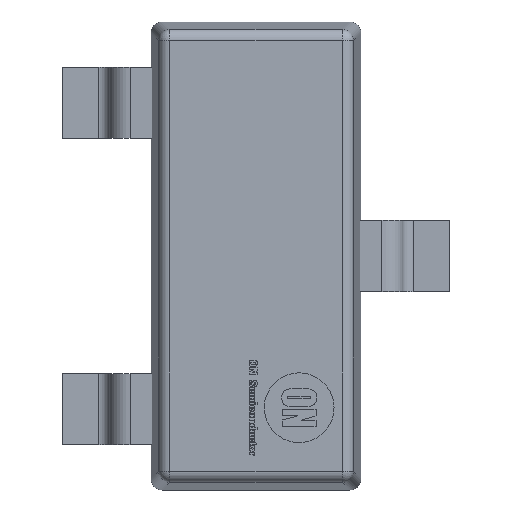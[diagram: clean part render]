
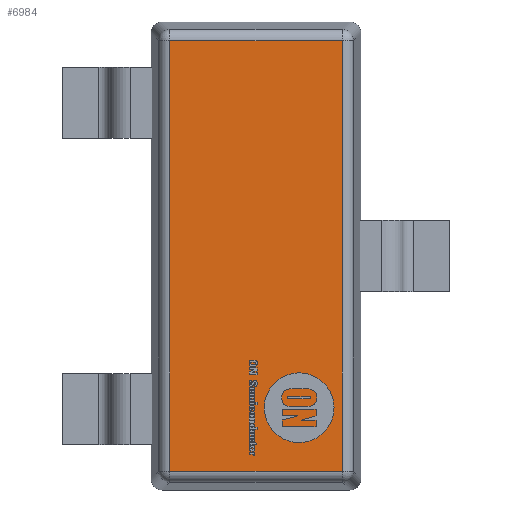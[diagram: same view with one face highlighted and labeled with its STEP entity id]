
A CAD part, top view. The second image highlights one B-rep face of the part: STEP entity #6984.
In plain terms, the highlighted planar face has unit normal (0, 0, 1).
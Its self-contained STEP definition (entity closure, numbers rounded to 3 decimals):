
#591=PLANE('',#7542);
#874=LINE('',#9297,#1500);
#878=LINE('',#9303,#1504);
#880=LINE('',#9306,#1506);
#884=LINE('',#9312,#1510);
#1500=VECTOR('',#7952,10.);
#1504=VECTOR('',#7960,10.);
#1506=VECTOR('',#7964,10.);
#1510=VECTOR('',#7972,10.);
#2170=FACE_OUTER_BOUND('',#2582,.T.);
#2582=EDGE_LOOP('',(#4911,#4912,#4913,#4914));
#3043=VERTEX_POINT('',#9256);
#3046=VERTEX_POINT('',#9263);
#3052=VERTEX_POINT('',#9277);
#3056=VERTEX_POINT('',#9289);
#3772=EDGE_CURVE('',#3056,#3052,#874,.T.);
#3776=EDGE_CURVE('',#3046,#3056,#878,.T.);
#3778=EDGE_CURVE('',#3052,#3043,#880,.T.);
#3782=EDGE_CURVE('',#3043,#3046,#884,.T.);
#4911=ORIENTED_EDGE('',*,*,#3772,.F.);
#4912=ORIENTED_EDGE('',*,*,#3776,.F.);
#4913=ORIENTED_EDGE('',*,*,#3782,.F.);
#4914=ORIENTED_EDGE('',*,*,#3778,.F.);
#6984=ADVANCED_FACE('',(#2170),#591,.T.);
#7542=AXIS2_PLACEMENT_3D('',#9334,#8003,#8004);
#7952=DIRECTION('',(0.,1.,0.));
#7960=DIRECTION('',(-1.,0.,0.));
#7964=DIRECTION('',(1.,0.,0.));
#7972=DIRECTION('',(0.,-1.,0.));
#8003=DIRECTION('center_axis',(0.,0.,1.));
#8004=DIRECTION('ref_axis',(1.,0.,0.));
#9256=CARTESIAN_POINT('',(0.534,1.334,1.11));
#9263=CARTESIAN_POINT('',(0.534,-1.334,1.11));
#9277=CARTESIAN_POINT('',(-0.534,1.334,1.11));
#9289=CARTESIAN_POINT('',(-0.534,-1.334,1.11));
#9297=CARTESIAN_POINT('',(-0.534,0.,1.11));
#9303=CARTESIAN_POINT('',(-0.488,-1.334,1.11));
#9306=CARTESIAN_POINT('',(-0.488,1.334,1.11));
#9312=CARTESIAN_POINT('',(0.534,0.,1.11));
#9334=CARTESIAN_POINT('Origin',(-0.65,0.,1.11));
